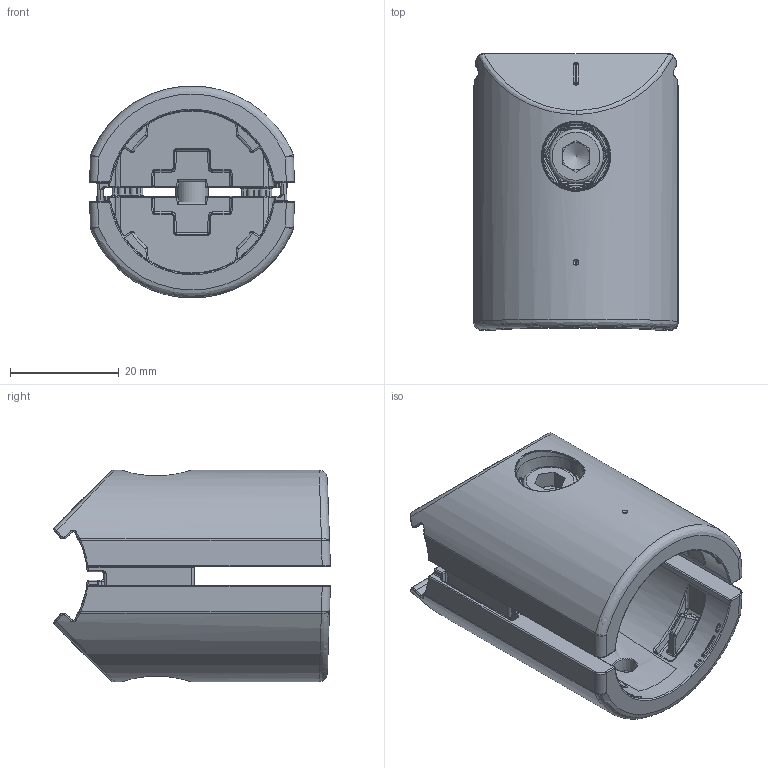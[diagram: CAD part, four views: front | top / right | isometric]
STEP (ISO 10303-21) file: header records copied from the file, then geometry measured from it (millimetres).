
FILE_DESCRIPTION(/* description */ ('KriTec Verbinder D30'),/* implementation_level */ '2;1');
FILE_NAME(/* name */ '14382_KriTec_Verbinder_D30.stp',/* time_stamp */ '2021-11-17T10:38:15+01:00',/* author */ ('jendrek'),/* organization */ (''),/* preprocessor_version */ 'ST-DEVELOPER v17',/* originating_system */ 'Autodesk Inventor 2018',/* authorisation */ '');
FILE_SCHEMA (('AUTOMOTIVE_DESIGN { 1 0 10303 214 3 1 1 }'));
Products named in the file (4): 14382 ; 14382_2; 14382_0; 14382_1
Assembly tree (4 placements, depth 2):
  14382 
    14382_1  x2
    14382_2
    14382_0
Bounding box: 37.62 x 50.83 x 38.9 mm (x, y, z)
Volume: 32380.1 mm3; surface area: 16381.7 mm2
Topology: 4 solids, 4 shells, 2111 faces, 4962 edges, 2829 vertices
Faces by surface type: bspline 990, cylinder 570, plane 246, torus 167, cone 72, sphere 66
Full cylindrical faces by diameter (mm): 5 x1, 6 x2, 7.143 x1, 10 x2
Entity records: 54398 total; most frequent: CARTESIAN_POINT 32294, ORIENTED_EDGE 4998, DIRECTION 4264, EDGE_CURVE 2499, AXIS2_PLACEMENT_3D 1842, VERTEX_POINT 1452, EDGE_LOOP 1111, FACE_OUTER_BOUND 1080
